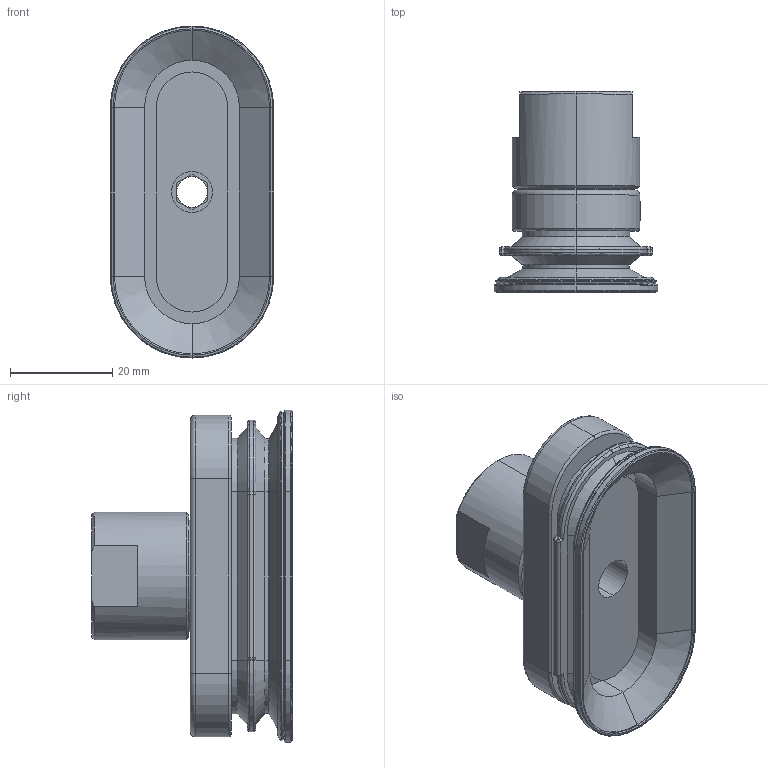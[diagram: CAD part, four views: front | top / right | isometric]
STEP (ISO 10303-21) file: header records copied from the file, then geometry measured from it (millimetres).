
FILE_DESCRIPTION(('STEP AP214'),'1');
FILE_NAME('COVAL_COBC3065F38G.stp','2017-12-27T16:15:57',('TraceParts'),('TraceParts S.A.'),'Spatial InterOp 3D',' ',' ');
FILE_SCHEMA(('automotive_design'));
Length unit declared in the file: millimetre
Products named in the file (2): COVAL_COBC3065F38G_1; COVAL_COBC3065F38G_2
Bounding box: 32 x 39.3 x 65 mm (x, y, z)
Volume: 25853 mm3; surface area: 12972.1 mm2
Topology: 2 solids, 2 shells, 296 faces, 661 edges, 376 vertices
Faces by surface type: plane 99, cylinder 80, cone 48, torus 44, bspline 17, sphere 8
Entity records: 12336 total; most frequent: CARTESIAN_POINT 3402, DIRECTION 1433, ORIENTED_EDGE 1306, EDGE_CURVE 653, AXIS2_PLACEMENT_3D 545, VERTEX_POINT 376, LINE 343, VECTOR 343
